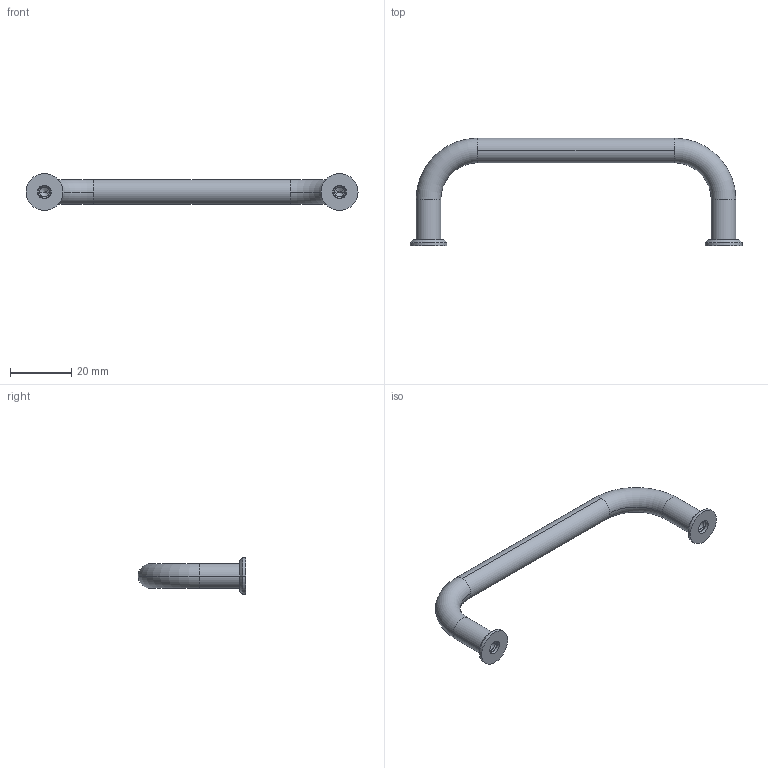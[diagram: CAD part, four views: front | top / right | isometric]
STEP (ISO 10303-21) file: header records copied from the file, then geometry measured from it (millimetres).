
FILE_DESCRIPTION(('STEP AP214'),'1');
FILE_NAME(' ',' ',('TraceParts'),('TraceParts S.A.'),'XStep 1.0',' ',' ');
FILE_SCHEMA(('automotive_design'));
Length unit declared in the file: millimetre
Products named in the file (3): 1; 2; 3
Bounding box: 108 x 35 x 12 mm (x, y, z)
Volume: 7275.3 mm3; surface area: 4446.3 mm2
Topology: 3 solids, 3 shells, 56 faces, 118 edges, 70 vertices
Faces by surface type: cylinder 26, cone 16, plane 10, torus 4
Entity records: 2908 total; most frequent: DIRECTION 304, CARTESIAN_POINT 243, STYLED_ITEM 240, PRESENTATION_STYLE_ASSIGNMENT 240, COLOUR_RGB 240, ORIENTED_EDGE 228, AXIS2_PLACEMENT_3D 131, EDGE_CURVE 114
